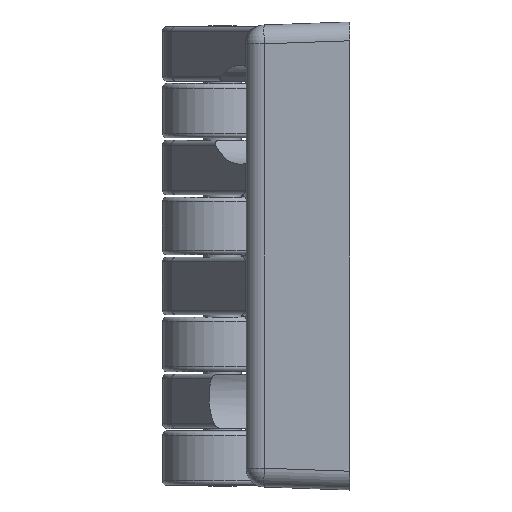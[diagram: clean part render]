
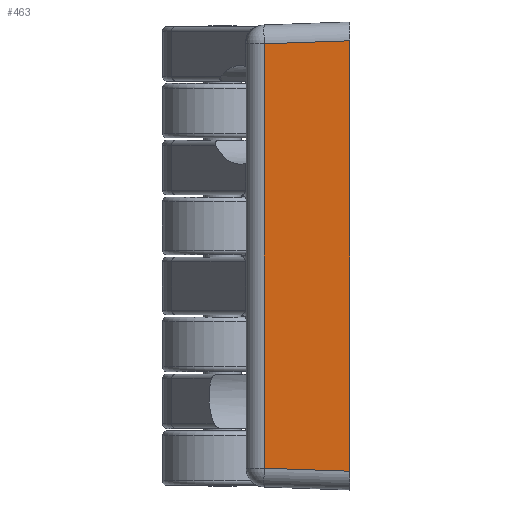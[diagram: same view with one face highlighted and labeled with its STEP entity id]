
A CAD part, left-side view. The second image highlights one B-rep face of the part: STEP entity #463.
In plain terms, the highlighted planar face has unit normal (-0.999, 0.035, 0).
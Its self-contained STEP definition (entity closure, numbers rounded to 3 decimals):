
#463=ADVANCED_FACE('',(#1133),#1134,.T.);
#1133=FACE_OUTER_BOUND('',#3270,.T.);
#1134=PLANE('',#3271);
#3270=EDGE_LOOP('',(#5632,#5633,#5634,#5635));
#3271=AXIS2_PLACEMENT_3D('',#5636,#5637,#5638);
#5632=ORIENTED_EDGE('',*,*,#6642,.T.);
#5633=ORIENTED_EDGE('',*,*,#6635,.T.);
#5634=ORIENTED_EDGE('',*,*,#6643,.T.);
#5635=ORIENTED_EDGE('',*,*,#6328,.F.);
#5636=CARTESIAN_POINT('',(-24.5,11.,24.5));
#5637=DIRECTION('',(-0.999,0.035,0.));
#5638=DIRECTION('',(0.035,0.999,0.));
#6328=EDGE_CURVE('',#7405,#7407,#7408,.T.);
#6635=EDGE_CURVE('',#7908,#7905,#7910,.T.);
#6642=EDGE_CURVE('',#7405,#7908,#7918,.F.);
#6643=EDGE_CURVE('',#7905,#7407,#7919,.F.);
#7405=VERTEX_POINT('',#9356);
#7407=VERTEX_POINT('',#9358);
#7408=LINE('',#9359,#9360);
#7905=VERTEX_POINT('',#10337);
#7908=VERTEX_POINT('',#10340);
#7910=LINE('',#10342,#10343);
#7918=LINE('',#10353,#10354);
#7919=LINE('',#10355,#10356);
#9356=CARTESIAN_POINT('',(-24.884,0.,22.885));
#9358=CARTESIAN_POINT('',(-24.884,0.,-22.885));
#9359=CARTESIAN_POINT('',(-24.884,0.,24.5));
#9360=VECTOR('',#11154,1.0);
#10337=CARTESIAN_POINT('',(-24.567,9.07,-22.569));
#10340=CARTESIAN_POINT('',(-24.567,9.07,22.569));
#10342=CARTESIAN_POINT('',(-24.567,9.07,24.5));
#10343=VECTOR('',#11636,1.0);
#10353=CARTESIAN_POINT('',(-24.502,10.93,22.504));
#10354=VECTOR('',#11651,1.0);
#10355=CARTESIAN_POINT('',(-24.443,12.637,-22.444));
#10356=VECTOR('',#11652,1.0);
#11154=DIRECTION('',(0.,0.,-1.0));
#11636=DIRECTION('',(0.,0.,-1.0));
#11651=DIRECTION('',(-0.035,-0.999,0.035));
#11652=DIRECTION('',(0.035,0.999,0.035));
